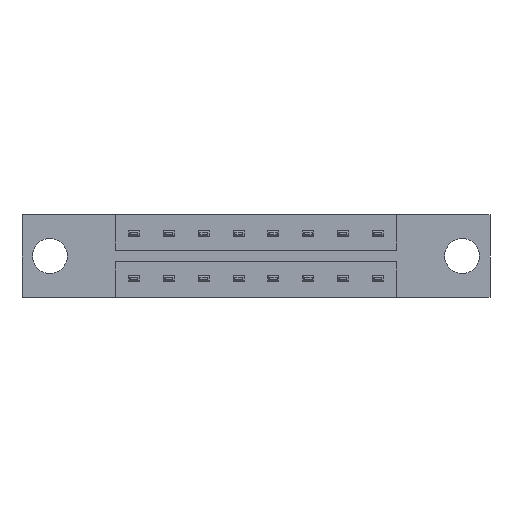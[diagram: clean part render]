
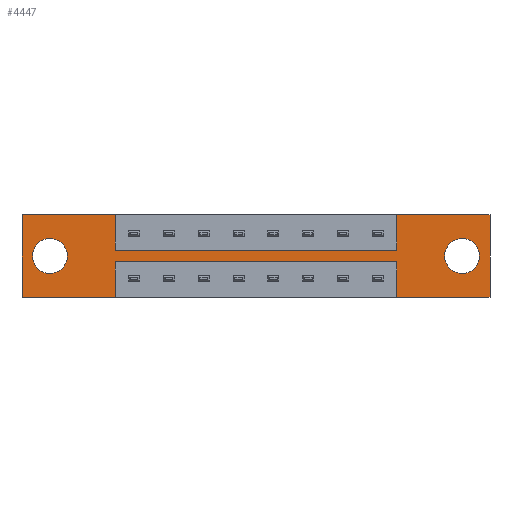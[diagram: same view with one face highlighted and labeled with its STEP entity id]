
A CAD part, front view. The second image highlights one B-rep face of the part: STEP entity #4447.
In plain terms, the highlighted planar face has unit normal (0, -1, 0).
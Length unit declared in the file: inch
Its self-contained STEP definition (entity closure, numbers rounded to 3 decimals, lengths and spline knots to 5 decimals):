
#24 = DIRECTION ( 'NONE',  ( 0., 0., 1. ) ) ;
#124 = CARTESIAN_POINT ( 'NONE',  ( 0.125, 0., -0.263 ) ) ;
#138 = EDGE_CURVE ( 'NONE', #155, #8752, #3878, .T. ) ;
#155 = VERTEX_POINT ( 'NONE', #520 ) ;
#209 = VECTOR ( 'NONE', #8265, 39.37008 ) ;
#237 = ORIENTED_EDGE ( 'NONE', *, *, #6891, .F. ) ;
#274 = EDGE_LOOP ( 'NONE', ( #387, #2861 ) ) ;
#288 = VECTOR ( 'NONE', #4266, 39.37008 ) ;
#360 = LINE ( 'NONE', #7621, #209 ) ;
#379 = LINE ( 'NONE', #3310, #1404 ) ;
#387 = ORIENTED_EDGE ( 'NONE', *, *, #3022, .T. ) ;
#412 = CARTESIAN_POINT ( 'NONE',  ( 1.6785, 0., -0.1585 ) ) ;
#439 = FACE_BOUND ( 'NONE', #274, .T. ) ;
#520 = CARTESIAN_POINT ( 'NONE',  ( 0.4175, 0., -0.37 ) ) ;
#596 = CARTESIAN_POINT ( 'NONE',  ( 0.4175, 0., -0.2115 ) ) ;
#654 = EDGE_CURVE ( 'NONE', #6893, #6529, #2673, .T. ) ;
#887 = EDGE_CURVE ( 'NONE', #5642, #2567, #8723, .T. ) ;
#1049 = VECTOR ( 'NONE', #3516, 39.37008 ) ;
#1070 = CARTESIAN_POINT ( 'NONE',  ( 1.6785, 0., -0.2115 ) ) ;
#1254 = VERTEX_POINT ( 'NONE', #8487 ) ;
#1336 = VERTEX_POINT ( 'NONE', #3800 ) ;
#1404 = VECTOR ( 'NONE', #6198, 39.37008 ) ;
#1410 = AXIS2_PLACEMENT_3D ( 'NONE', #9125, #7742, #7796 ) ;
#1637 = AXIS2_PLACEMENT_3D ( 'NONE', #5334, #6098, #3251 ) ;
#1686 = VERTEX_POINT ( 'NONE', #2084 ) ;
#1692 = DIRECTION ( 'NONE',  ( 0., 0., -1. ) ) ;
#1812 = EDGE_CURVE ( 'NONE', #8752, #6152, #5021, .T. ) ;
#1928 = VERTEX_POINT ( 'NONE', #124 ) ;
#1930 = VERTEX_POINT ( 'NONE', #3043 ) ;
#2010 = DIRECTION ( 'NONE',  ( 0., 1., 0. ) ) ;
#2038 = VECTOR ( 'NONE', #4595, 39.37008 ) ;
#2084 = CARTESIAN_POINT ( 'NONE',  ( 0.125, 0., -0.107 ) ) ;
#2221 = EDGE_LOOP ( 'NONE', ( #6675, #8951 ) ) ;
#2245 = EDGE_CURVE ( 'NONE', #2567, #155, #379, .T. ) ;
#2262 = ORIENTED_EDGE ( 'NONE', *, *, #654, .F. ) ;
#2417 = LINE ( 'NONE', #6050, #3110 ) ;
#2448 = LINE ( 'NONE', #5401, #2038 ) ;
#2567 = VERTEX_POINT ( 'NONE', #9017 ) ;
#2598 = LINE ( 'NONE', #8386, #9055 ) ;
#2606 = VERTEX_POINT ( 'NONE', #7720 ) ;
#2673 = LINE ( 'NONE', #9073, #5919 ) ;
#2703 = CIRCLE ( 'NONE', #1637, 0.078 ) ;
#2823 = VECTOR ( 'NONE', #24, 39.37008 ) ;
#2861 = ORIENTED_EDGE ( 'NONE', *, *, #3889, .T. ) ;
#3022 = EDGE_CURVE ( 'NONE', #2606, #3612, #8546, .T. ) ;
#3043 = CARTESIAN_POINT ( 'NONE',  ( 1.6785, 0., 0. ) ) ;
#3089 = CIRCLE ( 'NONE', #5828, 0.078 ) ;
#3110 = VECTOR ( 'NONE', #4662, 39.37008 ) ;
#3166 = CARTESIAN_POINT ( 'NONE',  ( 0., 0., -0.37 ) ) ;
#3173 = CARTESIAN_POINT ( 'NONE',  ( 0.4175, 0., -0.1585 ) ) ;
#3251 = DIRECTION ( 'NONE',  ( 0., 0., 1. ) ) ;
#3310 = CARTESIAN_POINT ( 'NONE',  ( 0.4175, 0., -0.2115 ) ) ;
#3320 = AXIS2_PLACEMENT_3D ( 'NONE', #4359, #5793, #5278 ) ;
#3379 = ORIENTED_EDGE ( 'NONE', *, *, #5870, .F. ) ;
#3456 = CIRCLE ( 'NONE', #3320, 0.078 ) ;
#3497 = LINE ( 'NONE', #5151, #5208 ) ;
#3516 = DIRECTION ( 'NONE',  ( -1., 0., 0. ) ) ;
#3517 = ORIENTED_EDGE ( 'NONE', *, *, #5948, .F. ) ;
#3612 = VERTEX_POINT ( 'NONE', #7424 ) ;
#3657 = LINE ( 'NONE', #6537, #2823 ) ;
#3716 = AXIS2_PLACEMENT_3D ( 'NONE', #6173, #4782, #9237 ) ;
#3800 = CARTESIAN_POINT ( 'NONE',  ( 2.096, 0., 0. ) ) ;
#3878 = LINE ( 'NONE', #3166, #8052 ) ;
#3889 = EDGE_CURVE ( 'NONE', #3612, #2606, #3089, .T. ) ;
#4149 = VERTEX_POINT ( 'NONE', #4410 ) ;
#4164 = CARTESIAN_POINT ( 'NONE',  ( 1.971, 0., -0.185 ) ) ;
#4266 = DIRECTION ( 'NONE',  ( 0., 0., 1. ) ) ;
#4359 = CARTESIAN_POINT ( 'NONE',  ( 0.125, 0., -0.185 ) ) ;
#4406 = ORIENTED_EDGE ( 'NONE', *, *, #887, .F. ) ;
#4410 = CARTESIAN_POINT ( 'NONE',  ( 1.6785, 0., -0.37 ) ) ;
#4447 = ADVANCED_FACE ( 'NONE', ( #439, #6249, #4862 ), #6347, .T. ) ;
#4461 = EDGE_CURVE ( 'NONE', #1254, #6893, #3497, .T. ) ;
#4523 = EDGE_LOOP ( 'NONE', ( #9305, #237, #5531, #3517, #3379, #2262, #7355, #5180, #7688, #6625, #7834, #4406 ) ) ;
#4595 = DIRECTION ( 'NONE',  ( -1., 0., 0. ) ) ;
#4662 = DIRECTION ( 'NONE',  ( 0., 0., 1. ) ) ;
#4771 = DIRECTION ( 'NONE',  ( 1., 0., 0. ) ) ;
#4782 = DIRECTION ( 'NONE',  ( 0., 1., 0. ) ) ;
#4862 = FACE_OUTER_BOUND ( 'NONE', #4523, .T. ) ;
#5021 = LINE ( 'NONE', #8582, #288 ) ;
#5151 = CARTESIAN_POINT ( 'NONE',  ( 0.4175, 0., -0.1585 ) ) ;
#5180 = ORIENTED_EDGE ( 'NONE', *, *, #8970, .F. ) ;
#5208 = VECTOR ( 'NONE', #8654, 39.37008 ) ;
#5257 = CARTESIAN_POINT ( 'NONE',  ( 0., 0., -0.37 ) ) ;
#5278 = DIRECTION ( 'NONE',  ( 0., 0., 1. ) ) ;
#5334 = CARTESIAN_POINT ( 'NONE',  ( 0.125, 0., -0.185 ) ) ;
#5401 = CARTESIAN_POINT ( 'NONE',  ( 0., 0., -0.37 ) ) ;
#5478 = DIRECTION ( 'NONE',  ( 1., 0., 0. ) ) ;
#5531 = ORIENTED_EDGE ( 'NONE', *, *, #6171, .F. ) ;
#5642 = VERTEX_POINT ( 'NONE', #1070 ) ;
#5688 = VECTOR ( 'NONE', #1692, 39.37008 ) ;
#5793 = DIRECTION ( 'NONE',  ( 0., 1., 0. ) ) ;
#5828 = AXIS2_PLACEMENT_3D ( 'NONE', #4164, #2010, #9192 ) ;
#5870 = EDGE_CURVE ( 'NONE', #6529, #1930, #2417, .T. ) ;
#5919 = VECTOR ( 'NONE', #5478, 39.37008 ) ;
#5948 = EDGE_CURVE ( 'NONE', #1930, #1336, #360, .T. ) ;
#6050 = CARTESIAN_POINT ( 'NONE',  ( 1.6785, 0., -0.1585 ) ) ;
#6098 = DIRECTION ( 'NONE',  ( 0., 1., 0. ) ) ;
#6152 = VERTEX_POINT ( 'NONE', #8779 ) ;
#6171 = EDGE_CURVE ( 'NONE', #1336, #7715, #7375, .T. ) ;
#6173 = CARTESIAN_POINT ( 'NONE',  ( 1.971, 0., -0.185 ) ) ;
#6198 = DIRECTION ( 'NONE',  ( 0., 0., -1. ) ) ;
#6249 = FACE_BOUND ( 'NONE', #2221, .T. ) ;
#6347 = PLANE ( 'NONE',  #1410 ) ;
#6529 = VERTEX_POINT ( 'NONE', #412 ) ;
#6537 = CARTESIAN_POINT ( 'NONE',  ( 1.6785, 0., -0.2115 ) ) ;
#6625 = ORIENTED_EDGE ( 'NONE', *, *, #138, .F. ) ;
#6675 = ORIENTED_EDGE ( 'NONE', *, *, #9198, .T. ) ;
#6891 = EDGE_CURVE ( 'NONE', #7715, #4149, #2448, .T. ) ;
#6893 = VERTEX_POINT ( 'NONE', #3173 ) ;
#7355 = ORIENTED_EDGE ( 'NONE', *, *, #4461, .F. ) ;
#7375 = LINE ( 'NONE', #8909, #5688 ) ;
#7424 = CARTESIAN_POINT ( 'NONE',  ( 1.971, 0., -0.263 ) ) ;
#7621 = CARTESIAN_POINT ( 'NONE',  ( 0., 0., 0. ) ) ;
#7622 = EDGE_CURVE ( 'NONE', #4149, #5642, #3657, .T. ) ;
#7688 = ORIENTED_EDGE ( 'NONE', *, *, #1812, .F. ) ;
#7715 = VERTEX_POINT ( 'NONE', #8028 ) ;
#7720 = CARTESIAN_POINT ( 'NONE',  ( 1.971, 0., -0.107 ) ) ;
#7742 = DIRECTION ( 'NONE',  ( 0., -1., 0. ) ) ;
#7796 = DIRECTION ( 'NONE',  ( 0., 0., -1. ) ) ;
#7834 = ORIENTED_EDGE ( 'NONE', *, *, #2245, .F. ) ;
#8028 = CARTESIAN_POINT ( 'NONE',  ( 2.096, 0., -0.37 ) ) ;
#8052 = VECTOR ( 'NONE', #8188, 39.37008 ) ;
#8188 = DIRECTION ( 'NONE',  ( -1., 0., 0. ) ) ;
#8265 = DIRECTION ( 'NONE',  ( 1., 0., 0. ) ) ;
#8386 = CARTESIAN_POINT ( 'NONE',  ( 0., 0., 0. ) ) ;
#8487 = CARTESIAN_POINT ( 'NONE',  ( 0.4175, 0., 0. ) ) ;
#8512 = EDGE_CURVE ( 'NONE', #1928, #1686, #3456, .T. ) ;
#8546 = CIRCLE ( 'NONE', #3716, 0.078 ) ;
#8582 = CARTESIAN_POINT ( 'NONE',  ( 0., 0., 0. ) ) ;
#8654 = DIRECTION ( 'NONE',  ( 0., 0., -1. ) ) ;
#8723 = LINE ( 'NONE', #596, #1049 ) ;
#8752 = VERTEX_POINT ( 'NONE', #5257 ) ;
#8779 = CARTESIAN_POINT ( 'NONE',  ( 0., 0., 0. ) ) ;
#8909 = CARTESIAN_POINT ( 'NONE',  ( 2.096, 0., 0. ) ) ;
#8951 = ORIENTED_EDGE ( 'NONE', *, *, #8512, .T. ) ;
#8970 = EDGE_CURVE ( 'NONE', #6152, #1254, #2598, .T. ) ;
#9017 = CARTESIAN_POINT ( 'NONE',  ( 0.4175, 0., -0.2115 ) ) ;
#9055 = VECTOR ( 'NONE', #4771, 39.37008 ) ;
#9073 = CARTESIAN_POINT ( 'NONE',  ( 0.4175, 0., -0.1585 ) ) ;
#9125 = CARTESIAN_POINT ( 'NONE',  ( 0., 0., -0.37 ) ) ;
#9192 = DIRECTION ( 'NONE',  ( 0., 0., -1. ) ) ;
#9198 = EDGE_CURVE ( 'NONE', #1686, #1928, #2703, .T. ) ;
#9237 = DIRECTION ( 'NONE',  ( 0., 0., -1. ) ) ;
#9305 = ORIENTED_EDGE ( 'NONE', *, *, #7622, .F. ) ;
